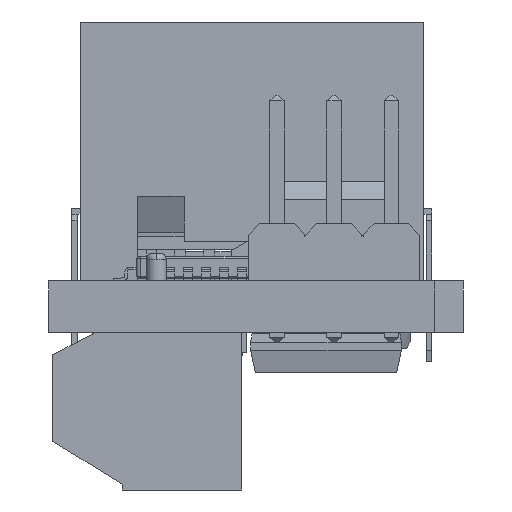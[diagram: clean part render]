
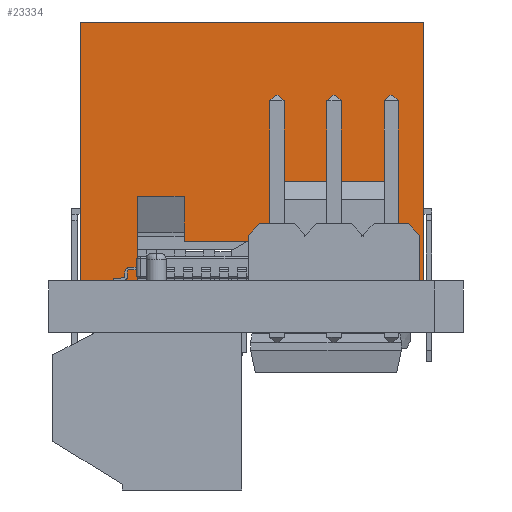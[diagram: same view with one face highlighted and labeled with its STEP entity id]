
A CAD part, left-side view. The second image highlights one B-rep face of the part: STEP entity #23334.
In plain terms, the highlighted planar face has unit normal (-1, 0, 0).
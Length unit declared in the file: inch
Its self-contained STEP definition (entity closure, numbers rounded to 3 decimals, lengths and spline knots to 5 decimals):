
#899 = CARTESIAN_POINT ( 'NONE',  ( 1.81571, 0.02004, 0. ) ) ;
#1091 = LINE ( 'NONE', #36827, #42773 ) ;
#1270 = DIRECTION ( 'NONE',  ( 0., 0., -1. ) ) ;
#1689 = VERTEX_POINT ( 'NONE', #31757 ) ;
#2580 = ORIENTED_EDGE ( 'NONE', *, *, #30574, .T. ) ;
#3686 = LINE ( 'NONE', #24473, #36814 ) ;
#5187 = ORIENTED_EDGE ( 'NONE', *, *, #5534, .T. ) ;
#5534 = EDGE_CURVE ( 'NONE', #47745, #22630, #31352, .T. ) ;
#6372 = ORIENTED_EDGE ( 'NONE', *, *, #31406, .T. ) ;
#6438 = LINE ( 'NONE', #42543, #34738 ) ;
#6776 = CARTESIAN_POINT ( 'NONE',  ( 1.81571, 0.02004, 0.06916 ) ) ;
#7378 = DIRECTION ( 'NONE',  ( 0., -1., 0. ) ) ;
#8559 = EDGE_CURVE ( 'NONE', #54027, #22630, #6438, .T. ) ;
#8816 = DIRECTION ( 'NONE',  ( 0., -1., 0. ) ) ;
#9577 = VERTEX_POINT ( 'NONE', #16921 ) ;
#10745 = CARTESIAN_POINT ( 'NONE',  ( 1.81571, 0.51985, 0. ) ) ;
#12933 = VECTOR ( 'NONE', #23749, 39.37008 ) ;
#13296 = CARTESIAN_POINT ( 'NONE',  ( 1.81571, 0.51985, 0.14764 ) ) ;
#13384 = CARTESIAN_POINT ( 'NONE',  ( 1.81571, 0.02004, 0. ) ) ;
#13635 = ORIENTED_EDGE ( 'NONE', *, *, #8559, .F. ) ;
#13921 = EDGE_CURVE ( 'NONE', #65097, #49080, #1091, .T. ) ;
#14325 = VERTEX_POINT ( 'NONE', #28390 ) ;
#14470 = VECTOR ( 'NONE', #59690, 39.37008 ) ;
#16099 = VERTEX_POINT ( 'NONE', #65245 ) ;
#16921 = CARTESIAN_POINT ( 'NONE',  ( 1.81571, 0.20193, 0.14764 ) ) ;
#17398 = LINE ( 'NONE', #50998, #62923 ) ;
#17457 = ORIENTED_EDGE ( 'NONE', *, *, #60864, .T. ) ;
#18087 = VECTOR ( 'NONE', #33239, 39.37008 ) ;
#18100 = ORIENTED_EDGE ( 'NONE', *, *, #21181, .T. ) ;
#18308 = EDGE_LOOP ( 'NONE', ( #17457, #2580, #25515, #29059, #52224, #6372, #18100, #40868, #24481, #5187, #13635, #55221 ) ) ;
#19906 = EDGE_CURVE ( 'NONE', #44327, #65097, #3686, .T. ) ;
#20268 = CARTESIAN_POINT ( 'NONE',  ( 1.81571, 0.02004, 0. ) ) ;
#21181 = EDGE_CURVE ( 'NONE', #9577, #14325, #39326, .T. ) ;
#21249 = CARTESIAN_POINT ( 'NONE',  ( 1.81571, 0.43815, 0.06916 ) ) ;
#22630 = VERTEX_POINT ( 'NONE', #36857 ) ;
#23334 = ADVANCED_FACE ( 'NONE', ( #56658 ), #25491, .T. ) ;
#23749 = DIRECTION ( 'NONE',  ( 0., -1., 0. ) ) ;
#24473 = CARTESIAN_POINT ( 'NONE',  ( 1.81571, 0.02004, 0.14764 ) ) ;
#24481 = ORIENTED_EDGE ( 'NONE', *, *, #60556, .T. ) ;
#25491 = PLANE ( 'NONE',  #36625 ) ;
#25515 = ORIENTED_EDGE ( 'NONE', *, *, #19906, .T. ) ;
#27336 = CARTESIAN_POINT ( 'NONE',  ( 1.81571, 0.02004, 0. ) ) ;
#27532 = VECTOR ( 'NONE', #32999, 39.37008 ) ;
#28390 = CARTESIAN_POINT ( 'NONE',  ( 1.81571, 0.12024, 0.14764 ) ) ;
#29059 = ORIENTED_EDGE ( 'NONE', *, *, #13921, .T. ) ;
#30574 = EDGE_CURVE ( 'NONE', #53039, #44327, #17398, .T. ) ;
#30675 = EDGE_CURVE ( 'NONE', #49080, #16099, #63758, .T. ) ;
#31352 = LINE ( 'NONE', #27336, #18087 ) ;
#31406 = EDGE_CURVE ( 'NONE', #16099, #9577, #63276, .T. ) ;
#31532 = DIRECTION ( 'NONE',  ( 0., 0., -1. ) ) ;
#31757 = CARTESIAN_POINT ( 'NONE',  ( 1.81571, 0.12024, 0. ) ) ;
#32481 = CARTESIAN_POINT ( 'NONE',  ( 1.81571, 0.02004, 0. ) ) ;
#32638 = LINE ( 'NONE', #32481, #39719 ) ;
#32999 = DIRECTION ( 'NONE',  ( 0., -1., 0. ) ) ;
#33239 = DIRECTION ( 'NONE',  ( 0., 0., 1. ) ) ;
#33411 = VECTOR ( 'NONE', #56121, 39.37008 ) ;
#34738 = VECTOR ( 'NONE', #7378, 39.37008 ) ;
#36625 = AXIS2_PLACEMENT_3D ( 'NONE', #20268, #65019, #49613 ) ;
#36814 = VECTOR ( 'NONE', #8816, 39.37008 ) ;
#36827 = CARTESIAN_POINT ( 'NONE',  ( 1.81571, 0.43815, 0. ) ) ;
#36857 = CARTESIAN_POINT ( 'NONE',  ( 1.81571, 0.02004, 0.45276 ) ) ;
#37139 = DIRECTION ( 'NONE',  ( 0., -1., 0. ) ) ;
#39326 = LINE ( 'NONE', #42437, #27532 ) ;
#39719 = VECTOR ( 'NONE', #37139, 39.37008 ) ;
#40868 = ORIENTED_EDGE ( 'NONE', *, *, #60262, .T. ) ;
#41798 = CARTESIAN_POINT ( 'NONE',  ( 1.81571, 0.20193, 0. ) ) ;
#42437 = CARTESIAN_POINT ( 'NONE',  ( 1.81571, 0.02004, 0.14764 ) ) ;
#42543 = CARTESIAN_POINT ( 'NONE',  ( 1.81571, 0.02004, 0.45276 ) ) ;
#42773 = VECTOR ( 'NONE', #31532, 39.37008 ) ;
#44327 = VERTEX_POINT ( 'NONE', #13296 ) ;
#46641 = LINE ( 'NONE', #13384, #12933 ) ;
#47578 = CARTESIAN_POINT ( 'NONE',  ( 1.81571, 0.62004, 0. ) ) ;
#47745 = VERTEX_POINT ( 'NONE', #899 ) ;
#49001 = LINE ( 'NONE', #64749, #14470 ) ;
#49080 = VERTEX_POINT ( 'NONE', #21249 ) ;
#49613 = DIRECTION ( 'NONE',  ( 0., -1., 0. ) ) ;
#50388 = VECTOR ( 'NONE', #51631, 39.37008 ) ;
#50496 = CARTESIAN_POINT ( 'NONE',  ( 1.81571, 0.62004, 0.45276 ) ) ;
#50998 = CARTESIAN_POINT ( 'NONE',  ( 1.81571, 0.51985, 0. ) ) ;
#51631 = DIRECTION ( 'NONE',  ( 0., -1., 0. ) ) ;
#52224 = ORIENTED_EDGE ( 'NONE', *, *, #30675, .T. ) ;
#52998 = CARTESIAN_POINT ( 'NONE',  ( 1.81571, 0.43815, 0.14764 ) ) ;
#53039 = VERTEX_POINT ( 'NONE', #10745 ) ;
#54027 = VERTEX_POINT ( 'NONE', #50496 ) ;
#55085 = LINE ( 'NONE', #61940, #57412 ) ;
#55221 = ORIENTED_EDGE ( 'NONE', *, *, #60925, .F. ) ;
#56121 = DIRECTION ( 'NONE',  ( 0., 0., 1. ) ) ;
#56658 = FACE_OUTER_BOUND ( 'NONE', #18308, .T. ) ;
#57412 = VECTOR ( 'NONE', #1270, 39.37008 ) ;
#59174 = VERTEX_POINT ( 'NONE', #47578 ) ;
#59690 = DIRECTION ( 'NONE',  ( 0., 0., 1. ) ) ;
#60262 = EDGE_CURVE ( 'NONE', #14325, #1689, #55085, .T. ) ;
#60265 = DIRECTION ( 'NONE',  ( 0., 0., 1. ) ) ;
#60556 = EDGE_CURVE ( 'NONE', #1689, #47745, #32638, .T. ) ;
#60864 = EDGE_CURVE ( 'NONE', #59174, #53039, #46641, .T. ) ;
#60925 = EDGE_CURVE ( 'NONE', #59174, #54027, #49001, .T. ) ;
#61940 = CARTESIAN_POINT ( 'NONE',  ( 1.81571, 0.12024, 0. ) ) ;
#62923 = VECTOR ( 'NONE', #60265, 39.37008 ) ;
#63276 = LINE ( 'NONE', #41798, #33411 ) ;
#63758 = LINE ( 'NONE', #6776, #50388 ) ;
#64749 = CARTESIAN_POINT ( 'NONE',  ( 1.81571, 0.62004, 0. ) ) ;
#65019 = DIRECTION ( 'NONE',  ( -1., 0., 0. ) ) ;
#65097 = VERTEX_POINT ( 'NONE', #52998 ) ;
#65245 = CARTESIAN_POINT ( 'NONE',  ( 1.81571, 0.20193, 0.06916 ) ) ;
